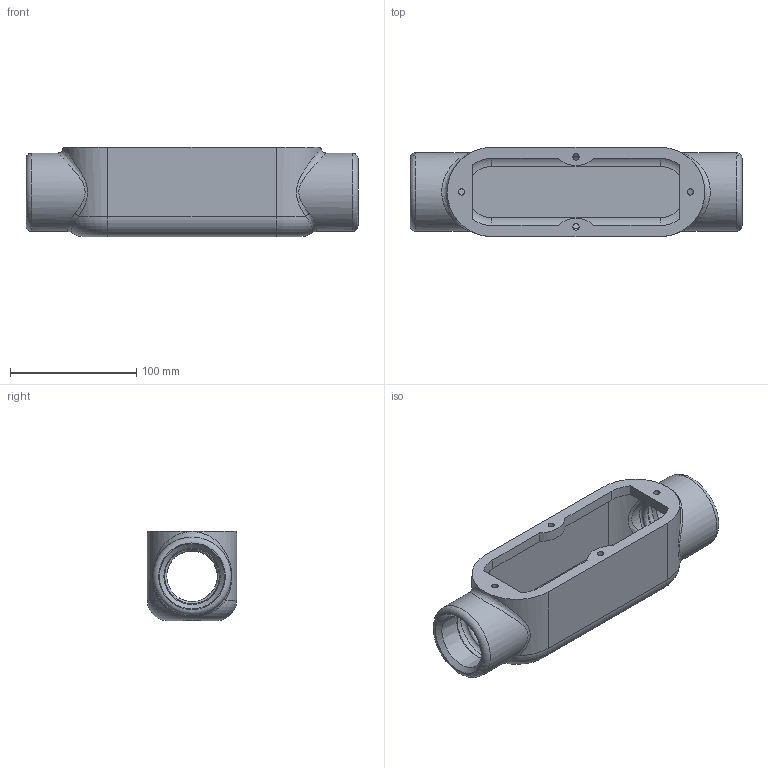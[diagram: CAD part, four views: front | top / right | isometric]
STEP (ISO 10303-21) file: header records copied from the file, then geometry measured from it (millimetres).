
FILE_DESCRIPTION(/* description */ ('FORM 8 C58 AS MACHINED'),/* implementation_level */ '2;1');
FILE_NAME(/* name */ 'KIL_C58.stp',/* time_stamp */ '2019-10-30T20:00:38+06:00',/* author */ ('kr'),/* organization */ (''),/* preprocessor_version */ 'ST-DEVELOPER v16.13',/* originating_system */ 'Autodesk Inventor 2018',/* authorisation */ '');
FILE_SCHEMA (('AUTOMOTIVE_DESIGN { 1 0 10303 214 3 1 1 }'));
Length unit declared in the file: inch
Products named in the file (1): 21710
Bounding box: 262.74 x 70.61 x 70.61 mm (x, y, z)
Volume: 309905.5 mm3; surface area: 110222.5 mm2
Topology: 1 solids, 1 shells, 777 faces, 2076 edges, 1376 vertices
Faces by surface type: plane 478, bspline 241, cylinder 40, torus 12, cone 6
Full cylindrical faces by diameter (mm): 4.978 x4, 10.35 x1, 12.7 x1, 48.412 x2, 61.976 x2
Entity records: 26856 total; most frequent: CARTESIAN_POINT 8298, ORIENTED_EDGE 4092, DIRECTION 2760, EDGE_CURVE 2046, LINE 1442, VECTOR 1442, VERTEX_POINT 1366, EDGE_LOOP 884
